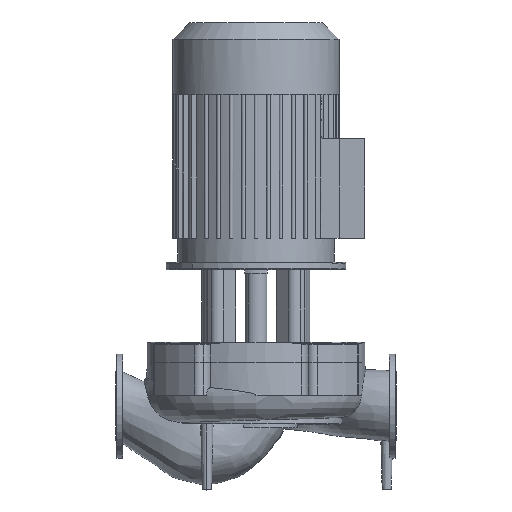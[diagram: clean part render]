
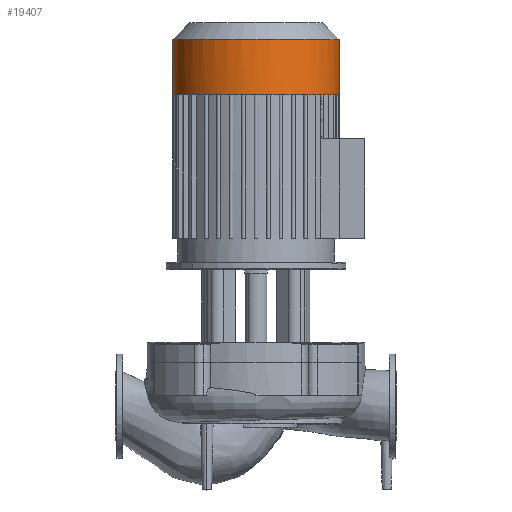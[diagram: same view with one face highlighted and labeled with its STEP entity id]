
A CAD part, top view. The second image highlights one B-rep face of the part: STEP entity #19407.
In plain terms, the highlighted cylindrical face has radius 228 mm (diameter 456 mm), a partial arc.
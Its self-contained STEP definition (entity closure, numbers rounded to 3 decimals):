
#12910=CARTESIAN_POINT('',(613.0,855.6,0.));
#12911=VERTEX_POINT('',#12910);
#12912=CARTESIAN_POINT('',(613.,1007.4,0.0));
#12913=VERTEX_POINT('',#12912);
#12914=CARTESIAN_POINT('',(613.0,855.6,0.));
#12915=DIRECTION('',(0.0,1.0,0.0));
#12916=VECTOR('',#12915,151.8);
#12917=LINE('',#12914,#12916);
#12918=EDGE_CURVE('',#12911,#12913,#12917,.T.);
#13073=CARTESIAN_POINT('',(157.0,855.6,0.));
#13074=VERTEX_POINT('',#13073);
#13082=CARTESIAN_POINT('',(157.0,1007.4,0.));
#13083=VERTEX_POINT('',#13082);
#13084=CARTESIAN_POINT('',(157.0,855.6,0.));
#13085=DIRECTION('',(0.0,1.0,0.0));
#13086=VECTOR('',#13085,151.8);
#13087=LINE('',#13084,#13086);
#13088=EDGE_CURVE('',#13074,#13083,#13087,.T.);
#14101=CARTESIAN_POINT('',(587.435,855.6,104.9));
#14102=VERTEX_POINT('',#14101);
#14218=CARTESIAN_POINT('',(602.01,855.6,69.934));
#14219=VERTEX_POINT('',#14218);
#14328=CARTESIAN_POINT('',(610.303,855.6,34.967));
#14329=VERTEX_POINT('',#14328);
#15426=CARTESIAN_POINT('',(385.0,855.6,0.0));
#15427=DIRECTION('',(0.0,1.0,0.0));
#15428=DIRECTION('',(1.0,0.0,0.0));
#15429=AXIS2_PLACEMENT_3D('',#15426,#15427,#15428);
#15430=CIRCLE('',#15429,228.0);
#15431=EDGE_CURVE('',#14329,#12911,#15430,.T.);
#17498=CARTESIAN_POINT('',(245.133,855.6,180.059));
#17499=VERTEX_POINT('',#17498);
#17594=CARTESIAN_POINT('',(315.066,855.6,217.01));
#17595=VERTEX_POINT('',#17594);
#17690=CARTESIAN_POINT('',(350.033,855.6,225.303));
#17691=VERTEX_POINT('',#17690);
#17785=CARTESIAN_POINT('',(280.1,855.6,202.435));
#17786=VERTEX_POINT('',#17785);
#17820=CARTESIAN_POINT('',(385.,855.6,228.0));
#17821=VERTEX_POINT('',#17820);
#17871=CARTESIAN_POINT('',(385.0,855.6,0.0));
#17872=DIRECTION('',(0.0,1.0,0.0));
#17873=DIRECTION('',(1.0,0.0,0.0));
#17874=AXIS2_PLACEMENT_3D('',#17871,#17872,#17873);
#17875=CIRCLE('',#17874,228.0);
#17876=EDGE_CURVE('',#17786,#17595,#17875,.T.);
#17891=CARTESIAN_POINT('',(204.941,855.6,139.867));
#17892=VERTEX_POINT('',#17891);
#17893=CARTESIAN_POINT('',(385.0,855.6,0.0));
#17894=DIRECTION('',(0.0,1.0,0.0));
#17895=DIRECTION('',(1.0,0.0,0.0));
#17896=AXIS2_PLACEMENT_3D('',#17893,#17894,#17895);
#17897=CIRCLE('',#17896,228.0);
#17898=EDGE_CURVE('',#17892,#17499,#17897,.T.);
#17926=CARTESIAN_POINT('',(385.0,855.6,0.0));
#17927=DIRECTION('',(0.0,1.0,0.0));
#17928=DIRECTION('',(1.0,0.0,0.0));
#17929=AXIS2_PLACEMENT_3D('',#17926,#17927,#17928);
#17930=CIRCLE('',#17929,228.0);
#17931=EDGE_CURVE('',#17595,#17691,#17930,.T.);
#17946=CARTESIAN_POINT('',(385.0,855.6,0.0));
#17947=DIRECTION('',(0.0,1.0,0.0));
#17948=DIRECTION('',(1.0,0.0,0.0));
#17949=AXIS2_PLACEMENT_3D('',#17946,#17947,#17948);
#17950=CIRCLE('',#17949,228.0);
#17951=EDGE_CURVE('',#17499,#17786,#17950,.T.);
#17966=CARTESIAN_POINT('',(385.0,855.6,0.0));
#17967=DIRECTION('',(0.0,1.0,0.0));
#17968=DIRECTION('',(1.0,0.0,0.0));
#17969=AXIS2_PLACEMENT_3D('',#17966,#17967,#17968);
#17970=CIRCLE('',#17969,228.0);
#17971=EDGE_CURVE('',#17691,#17821,#17970,.T.);
#17992=CARTESIAN_POINT('',(159.697,855.6,34.967));
#17993=VERTEX_POINT('',#17992);
#18001=CARTESIAN_POINT('',(385.0,855.6,0.0));
#18002=DIRECTION('',(0.0,1.0,0.0));
#18003=DIRECTION('',(1.0,0.0,0.0));
#18004=AXIS2_PLACEMENT_3D('',#18001,#18002,#18003);
#18005=CIRCLE('',#18004,228.0);
#18006=EDGE_CURVE('',#13074,#17993,#18005,.T.);
#18115=CARTESIAN_POINT('',(182.565,855.6,104.9));
#18116=VERTEX_POINT('',#18115);
#18117=CARTESIAN_POINT('',(385.0,855.6,0.0));
#18118=DIRECTION('',(0.0,1.0,0.0));
#18119=DIRECTION('',(1.0,0.0,0.0));
#18120=AXIS2_PLACEMENT_3D('',#18117,#18118,#18119);
#18121=CIRCLE('',#18120,228.0);
#18122=EDGE_CURVE('',#18116,#17892,#18121,.T.);
#18156=CARTESIAN_POINT('',(167.99,855.6,69.934));
#18157=VERTEX_POINT('',#18156);
#18165=CARTESIAN_POINT('',(385.0,855.6,0.0));
#18166=DIRECTION('',(0.0,1.0,0.0));
#18167=DIRECTION('',(1.0,0.0,0.0));
#18168=AXIS2_PLACEMENT_3D('',#18165,#18166,#18167);
#18169=CIRCLE('',#18168,228.0);
#18170=EDGE_CURVE('',#17993,#18157,#18169,.T.);
#18279=CARTESIAN_POINT('',(385.0,855.6,0.0));
#18280=DIRECTION('',(0.0,1.0,0.0));
#18281=DIRECTION('',(1.0,0.0,0.0));
#18282=AXIS2_PLACEMENT_3D('',#18279,#18280,#18281);
#18283=CIRCLE('',#18282,228.0);
#18284=EDGE_CURVE('',#18157,#18116,#18283,.T.);
#18373=CARTESIAN_POINT('',(565.059,855.6,139.867));
#18374=VERTEX_POINT('',#18373);
#18457=CARTESIAN_POINT('',(419.967,855.6,225.303));
#18458=VERTEX_POINT('',#18457);
#18466=CARTESIAN_POINT('',(385.0,855.6,0.0));
#18467=DIRECTION('',(0.0,1.0,0.0));
#18468=DIRECTION('',(1.0,0.0,0.0));
#18469=AXIS2_PLACEMENT_3D('',#18466,#18467,#18468);
#18470=CIRCLE('',#18469,228.0);
#18471=EDGE_CURVE('',#17821,#18458,#18470,.T.);
#18533=CARTESIAN_POINT('',(454.934,855.6,217.01));
#18534=VERTEX_POINT('',#18533);
#18542=CARTESIAN_POINT('',(385.0,855.6,0.0));
#18543=DIRECTION('',(0.0,1.0,0.0));
#18544=DIRECTION('',(1.0,0.0,0.0));
#18545=AXIS2_PLACEMENT_3D('',#18542,#18543,#18544);
#18546=CIRCLE('',#18545,228.0);
#18547=EDGE_CURVE('',#18458,#18534,#18546,.T.);
#18615=CARTESIAN_POINT('',(489.9,855.6,202.435));
#18616=VERTEX_POINT('',#18615);
#18624=CARTESIAN_POINT('',(385.0,855.6,0.0));
#18625=DIRECTION('',(0.0,1.0,0.0));
#18626=DIRECTION('',(1.0,0.0,0.0));
#18627=AXIS2_PLACEMENT_3D('',#18624,#18625,#18626);
#18628=CIRCLE('',#18627,228.0);
#18629=EDGE_CURVE('',#18534,#18616,#18628,.T.);
#18691=CARTESIAN_POINT('',(385.0,855.6,0.0));
#18692=DIRECTION('',(0.0,1.0,0.0));
#18693=DIRECTION('',(1.0,0.0,0.0));
#18694=AXIS2_PLACEMENT_3D('',#18691,#18692,#18693);
#18695=CIRCLE('',#18694,228.0);
#18696=EDGE_CURVE('',#14219,#14329,#18695,.T.);
#18711=CARTESIAN_POINT('',(385.0,855.6,0.0));
#18712=DIRECTION('',(0.0,1.0,0.0));
#18713=DIRECTION('',(1.0,0.0,0.0));
#18714=AXIS2_PLACEMENT_3D('',#18711,#18712,#18713);
#18715=CIRCLE('',#18714,228.0);
#18716=EDGE_CURVE('',#14102,#14219,#18715,.T.);
#18731=CARTESIAN_POINT('',(385.0,855.6,0.0));
#18732=DIRECTION('',(0.0,1.0,0.0));
#18733=DIRECTION('',(1.0,0.0,0.0));
#18734=AXIS2_PLACEMENT_3D('',#18731,#18732,#18733);
#18735=CIRCLE('',#18734,228.0);
#18736=EDGE_CURVE('',#18374,#14102,#18735,.T.);
#18751=CARTESIAN_POINT('',(524.867,855.6,180.059));
#18752=VERTEX_POINT('',#18751);
#18753=CARTESIAN_POINT('',(385.0,855.6,0.0));
#18754=DIRECTION('',(0.0,1.0,0.0));
#18755=DIRECTION('',(1.0,0.0,0.0));
#18756=AXIS2_PLACEMENT_3D('',#18753,#18754,#18755);
#18757=CIRCLE('',#18756,228.0);
#18758=EDGE_CURVE('',#18752,#18374,#18757,.T.);
#18799=CARTESIAN_POINT('',(385.0,855.6,0.0));
#18800=DIRECTION('',(0.0,1.0,0.0));
#18801=DIRECTION('',(1.0,0.0,0.0));
#18802=AXIS2_PLACEMENT_3D('',#18799,#18800,#18801);
#18803=CIRCLE('',#18802,228.0);
#18804=EDGE_CURVE('',#18616,#18752,#18803,.T.);
#19369=CARTESIAN_POINT('',(385.0,1007.4,0.0));
#19370=DIRECTION('',(0.0,1.0,0.0));
#19371=DIRECTION('',(1.0,0.0,0.0));
#19372=AXIS2_PLACEMENT_3D('',#19369,#19370,#19371);
#19373=CIRCLE('',#19372,228.0);
#19374=EDGE_CURVE('',#13083,#12913,#19373,.T.);
#19379=CARTESIAN_POINT('',(385.0,1053.0,0.0));
#19380=DIRECTION('',(0.0,-1.0,0.0));
#19381=DIRECTION('',(1.0,0.0,0.0));
#19382=AXIS2_PLACEMENT_3D('',#19379,#19380,#19381);
#19383=CYLINDRICAL_SURFACE('',#19382,228.0);
#19384=ORIENTED_EDGE('',*,*,#12918,.T.);
#19385=ORIENTED_EDGE('',*,*,#19374,.F.);
#19386=ORIENTED_EDGE('',*,*,#13088,.F.);
#19387=ORIENTED_EDGE('',*,*,#18006,.T.);
#19388=ORIENTED_EDGE('',*,*,#18170,.T.);
#19389=ORIENTED_EDGE('',*,*,#18284,.T.);
#19390=ORIENTED_EDGE('',*,*,#18122,.T.);
#19391=ORIENTED_EDGE('',*,*,#17898,.T.);
#19392=ORIENTED_EDGE('',*,*,#17951,.T.);
#19393=ORIENTED_EDGE('',*,*,#17876,.T.);
#19394=ORIENTED_EDGE('',*,*,#17931,.T.);
#19395=ORIENTED_EDGE('',*,*,#17971,.T.);
#19396=ORIENTED_EDGE('',*,*,#18471,.T.);
#19397=ORIENTED_EDGE('',*,*,#18547,.T.);
#19398=ORIENTED_EDGE('',*,*,#18629,.T.);
#19399=ORIENTED_EDGE('',*,*,#18804,.T.);
#19400=ORIENTED_EDGE('',*,*,#18758,.T.);
#19401=ORIENTED_EDGE('',*,*,#18736,.T.);
#19402=ORIENTED_EDGE('',*,*,#18716,.T.);
#19403=ORIENTED_EDGE('',*,*,#18696,.T.);
#19404=ORIENTED_EDGE('',*,*,#15431,.T.);
#19405=EDGE_LOOP('',(#19384,#19385,#19386,#19387,#19388,#19389,#19390,#19391,#19392,#19393,#19394,#19395,#19396,#19397,#19398,#19399,#19400,#19401,#19402,#19403,#19404));
#19406=FACE_OUTER_BOUND('',#19405,.T.);
#19407=ADVANCED_FACE('',(#19406),#19383,.T.);
